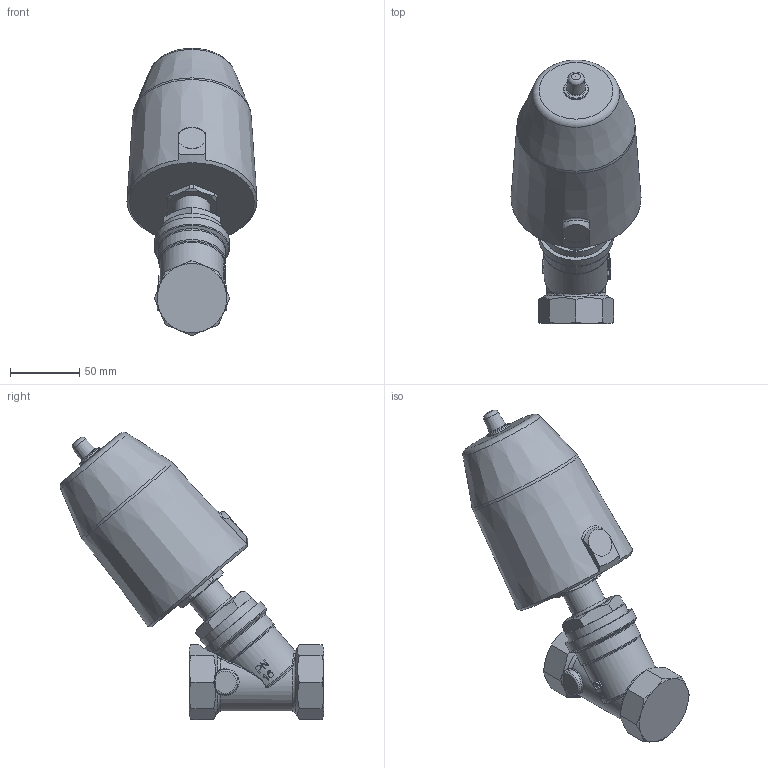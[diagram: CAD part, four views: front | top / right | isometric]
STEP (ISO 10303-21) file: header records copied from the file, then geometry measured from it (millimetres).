
FILE_DESCRIPTION(/* description */ ('3D-Modell'),/* implementation_level */ '2;1');
FILE_NAME(/* name */ '063.005062_A6326-1104-7108.stp',/* time_stamp */ '2018-05-22T11:50:44+02:00',/* author */ ('EFast'),/* organization */ (''),/* preprocessor_version */ 'ST-DEVELOPER v16.1',/* originating_system */ 'Autodesk Inventor 2016',/* authorisation */ '');
FILE_SCHEMA (('AUTOMOTIVE_DESIGN { 1 0 10303 214 3 1 1 }'));
Length unit declared in the file: millimetre
Products named in the file (1): 88-002639
Bounding box: 93.78 x 189.95 x 207.14 mm (x, y, z)
Volume: 946192 mm3; surface area: 70016.3 mm2
Topology: 1 solids, 1 shells, 302 faces, 753 edges, 466 vertices
Faces by surface type: bspline 120, plane 80, cone 40, cylinder 32, torus 22, sphere 8
Full cylindrical faces by diameter (mm): 13.2 x1, 18.2 x1, 26 x1, 48 x1
Entity records: 24998 total; most frequent: CARTESIAN_POINT 18967, ORIENTED_EDGE 1450, DIRECTION 922, EDGE_CURVE 725, VERTEX_POINT 457, AXIS2_PLACEMENT_3D 381, EDGE_LOOP 334, FACE_OUTER_BOUND 302
